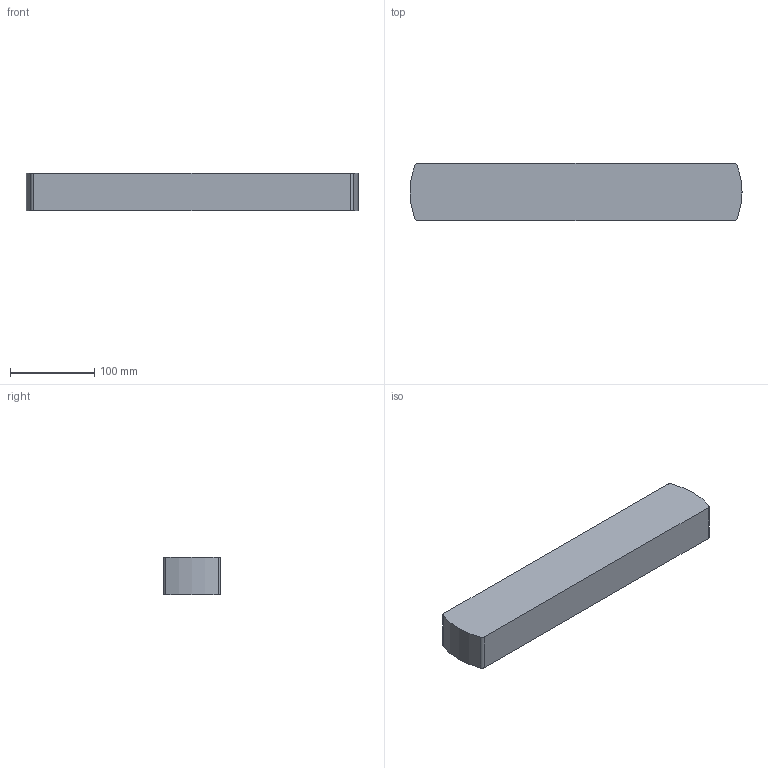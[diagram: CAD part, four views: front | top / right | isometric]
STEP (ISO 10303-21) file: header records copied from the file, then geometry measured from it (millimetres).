
FILE_DESCRIPTION((''),'1');
FILE_NAME('SLN410-480.stp','2022-09-06T04:45:54',(''),(''),'Spatial Interop R21 SP3','Kubotek KeyCreator 2011 V10.0.2 (22737)',' ');
FILE_SCHEMA(('automotive_design'));
Length unit declared in the file: millimetre
Products named in the file (1): 240[2]
Bounding box: 395 x 68 x 45 mm (x, y, z)
Volume: 1187386.3 mm3; surface area: 97678.4 mm2
Topology: 1 solids, 1 shells, 42 faces, 72 edges, 48 vertices
Faces by surface type: cylinder 22, plane 20
Full cylindrical faces by diameter (mm): 8 x16
Entity records: 1752 total; most frequent: DIRECTION 186, CARTESIAN_POINT 147, PRESENTATION_STYLE_ASSIGNMENT 142, COLOUR_RGB 142, ORIENTED_EDGE 112, STYLED_ITEM 99, CURVE_STYLE 99, DRAUGHTING_PRE_DEFINED_CURVE_FONT 99
